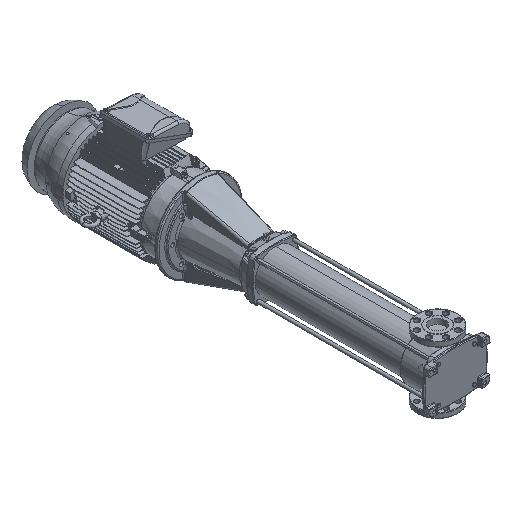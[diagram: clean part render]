
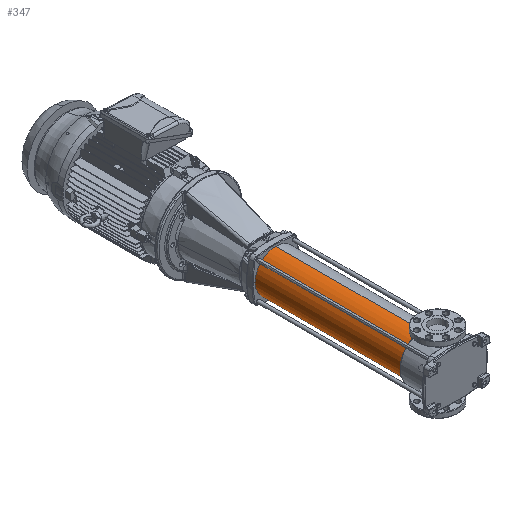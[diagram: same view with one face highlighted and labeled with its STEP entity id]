
A CAD part, isometric view. The second image highlights one B-rep face of the part: STEP entity #347.
In plain terms, the highlighted cylindrical face has radius 98.5 mm (diameter 197 mm), a partial arc.
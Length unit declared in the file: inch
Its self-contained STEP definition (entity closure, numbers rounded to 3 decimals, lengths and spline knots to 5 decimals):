
#347 = ADVANCED_FACE ( 'NONE', ( #109243 ), #30889, .T. ) ;
#681 = DIRECTION ( 'NONE',  ( 0., 1., 0. ) ) ;
#1312 = DIRECTION ( 'NONE',  ( -1., 0., 0. ) ) ;
#4768 = CARTESIAN_POINT ( 'NONE',  ( -15.41944, -1.40483, 34.4132 ) ) ;
#4933 = EDGE_CURVE ( 'NONE', #5660, #16102, #48838, .T. ) ;
#5639 = ORIENTED_EDGE ( 'NONE', *, *, #7795, .F. ) ;
#5660 = VERTEX_POINT ( 'NONE', #89819 ) ;
#7795 = EDGE_CURVE ( 'NONE', #5660, #77228, #97615, .T. ) ;
#13770 = ORIENTED_EDGE ( 'NONE', *, *, #43072, .F. ) ;
#14215 = DIRECTION ( 'NONE',  ( 0., 0., 1. ) ) ;
#14818 = EDGE_CURVE ( 'NONE', #16102, #118237, #61261, .T. ) ;
#16102 = VERTEX_POINT ( 'NONE', #38345 ) ;
#30889 = CYLINDRICAL_SURFACE ( 'NONE', #106041, 3.87795 ) ;
#35256 = CARTESIAN_POINT ( 'NONE',  ( -15.41944, 26.02027, 34.4132 ) ) ;
#38345 = CARTESIAN_POINT ( 'NONE',  ( -7.66353, -1.40483, 34.4132 ) ) ;
#43072 = EDGE_CURVE ( 'NONE', #77228, #118237, #97813, .T. ) ;
#44344 = VECTOR ( 'NONE', #67646, 39.37008 ) ;
#47662 = DIRECTION ( 'NONE',  ( 0., 1., 0. ) ) ;
#48838 = LINE ( 'NONE', #59115, #108750 ) ;
#50666 = ORIENTED_EDGE ( 'NONE', *, *, #14818, .T. ) ;
#56611 = AXIS2_PLACEMENT_3D ( 'NONE', #99013, #47662, #87491 ) ;
#58564 = CARTESIAN_POINT ( 'NONE',  ( -11.54148, -1.95601, 34.4132 ) ) ;
#59115 = CARTESIAN_POINT ( 'NONE',  ( -7.66353, 26.60698, 34.4132 ) ) ;
#61261 = CIRCLE ( 'NONE', #83013, 3.87795 ) ;
#61517 = EDGE_LOOP ( 'NONE', ( #84103, #50666, #13770, #5639 ) ) ;
#63096 = CARTESIAN_POINT ( 'NONE',  ( -11.54148, -1.40483, 34.4132 ) ) ;
#67646 = DIRECTION ( 'NONE',  ( 0., -1., 0. ) ) ;
#76649 = CARTESIAN_POINT ( 'NONE',  ( -15.41944, 26.60698, 34.4132 ) ) ;
#77228 = VERTEX_POINT ( 'NONE', #35256 ) ;
#83013 = AXIS2_PLACEMENT_3D ( 'NONE', #63096, #102278, #14215 ) ;
#84103 = ORIENTED_EDGE ( 'NONE', *, *, #4933, .T. ) ;
#87491 = DIRECTION ( 'NONE',  ( 0., 0., 1. ) ) ;
#89819 = CARTESIAN_POINT ( 'NONE',  ( -7.66353, 26.02027, 34.4132 ) ) ;
#97615 = CIRCLE ( 'NONE', #56611, 3.87795 ) ;
#97813 = LINE ( 'NONE', #76649, #44344 ) ;
#99013 = CARTESIAN_POINT ( 'NONE',  ( -11.54148, 26.02027, 34.4132 ) ) ;
#102278 = DIRECTION ( 'NONE',  ( 0., 1., 0. ) ) ;
#106041 = AXIS2_PLACEMENT_3D ( 'NONE', #58564, #681, #1312 ) ;
#108750 = VECTOR ( 'NONE', #115642, 39.37008 ) ;
#109243 = FACE_OUTER_BOUND ( 'NONE', #61517, .T. ) ;
#115642 = DIRECTION ( 'NONE',  ( 0., -1., 0. ) ) ;
#118237 = VERTEX_POINT ( 'NONE', #4768 ) ;
